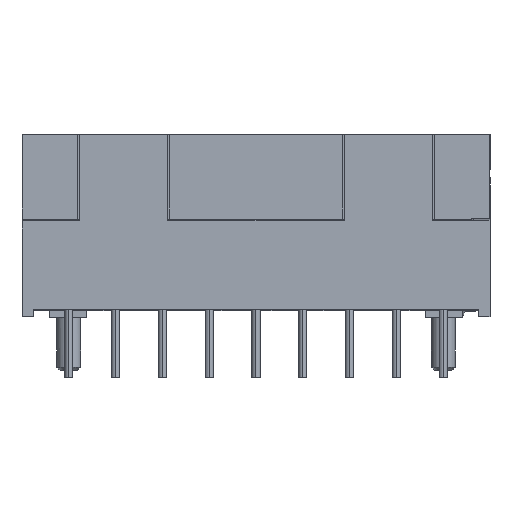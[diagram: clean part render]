
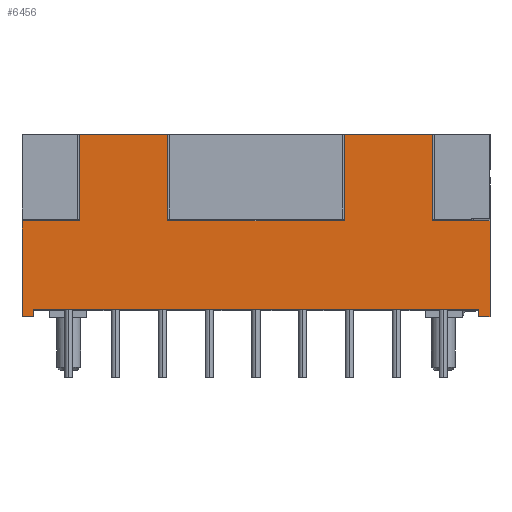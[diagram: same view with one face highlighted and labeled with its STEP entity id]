
A CAD part, top view. The second image highlights one B-rep face of the part: STEP entity #6456.
In plain terms, the highlighted planar face has unit normal (0, 0, -1).
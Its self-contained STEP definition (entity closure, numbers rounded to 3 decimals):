
#7 = LINE ( 'NONE', #4538, #3109 ) ;
#25 = CARTESIAN_POINT ( 'NONE',  ( -9.6, 9.9, 39.9 ) ) ;
#59 = LINE ( 'NONE', #11359, #15558 ) ;
#184 = CARTESIAN_POINT ( 'NONE',  ( 4.8, 9.9, 39.9 ) ) ;
#357 = EDGE_CURVE ( 'NONE', #8391, #11090, #12557, .T. ) ;
#396 = ORIENTED_EDGE ( 'NONE', *, *, #14381, .F. ) ;
#447 = LINE ( 'NONE', #17596, #17663 ) ;
#509 = VECTOR ( 'NONE', #15512, 1000. ) ;
#560 = VERTEX_POINT ( 'NONE', #11285 ) ;
#602 = DIRECTION ( 'NONE',  ( 1., 0., 0. ) ) ;
#770 = VERTEX_POINT ( 'NONE', #5699 ) ;
#880 = ORIENTED_EDGE ( 'NONE', *, *, #357, .F. ) ;
#985 = CARTESIAN_POINT ( 'NONE',  ( 12.7, 5.205, 39.9 ) ) ;
#1021 = DIRECTION ( 'NONE',  ( 0., 1., 0. ) ) ;
#1055 = ORIENTED_EDGE ( 'NONE', *, *, #7072, .F. ) ;
#1163 = ORIENTED_EDGE ( 'NONE', *, *, #11671, .F. ) ;
#1215 = VECTOR ( 'NONE', #18360, 1000. ) ;
#1371 = VERTEX_POINT ( 'NONE', #3782 ) ;
#1542 = CARTESIAN_POINT ( 'NONE',  ( 0., 9.9, 39.9 ) ) ;
#1904 = EDGE_CURVE ( 'NONE', #6064, #2198, #5542, .T. ) ;
#1970 = DIRECTION ( 'NONE',  ( -1., -0.002, 0. ) ) ;
#2053 = CARTESIAN_POINT ( 'NONE',  ( 0., 5.2, 39.9 ) ) ;
#2198 = VERTEX_POINT ( 'NONE', #18221 ) ;
#2379 = CARTESIAN_POINT ( 'NONE',  ( -12.7, 0., 39.9 ) ) ;
#2690 = VECTOR ( 'NONE', #13008, 1000. ) ;
#2758 = CARTESIAN_POINT ( 'NONE',  ( -17.3, 0.4, 39.9 ) ) ;
#2917 = EDGE_CURVE ( 'NONE', #9141, #1371, #3766, .T. ) ;
#3076 = VECTOR ( 'NONE', #1021, 1000. ) ;
#3109 = VECTOR ( 'NONE', #8638, 1000. ) ;
#3453 = VECTOR ( 'NONE', #6996, 1000. ) ;
#3766 = LINE ( 'NONE', #12239, #7094 ) ;
#3782 = CARTESIAN_POINT ( 'NONE',  ( 12.7, 0., 39.9 ) ) ;
#3804 = EDGE_CURVE ( 'NONE', #9141, #9703, #447, .T. ) ;
#3950 = LINE ( 'NONE', #9562, #1215 ) ;
#3959 = EDGE_CURVE ( 'NONE', #13357, #14113, #8043, .T. ) ;
#4027 = CARTESIAN_POINT ( 'NONE',  ( 0., 5.2, 39.9 ) ) ;
#4083 = EDGE_CURVE ( 'NONE', #9703, #11726, #59, .T. ) ;
#4538 = CARTESIAN_POINT ( 'NONE',  ( -4.8, 0., 39.9 ) ) ;
#4587 = VECTOR ( 'NONE', #10323, 1000. ) ;
#5182 = CARTESIAN_POINT ( 'NONE',  ( 0., 0., 39.9 ) ) ;
#5216 = CARTESIAN_POINT ( 'NONE',  ( -12.1, 0., 39.9 ) ) ;
#5271 = ORIENTED_EDGE ( 'NONE', *, *, #13251, .F. ) ;
#5289 = CARTESIAN_POINT ( 'NONE',  ( -4.8, 9.9, 39.9 ) ) ;
#5391 = AXIS2_PLACEMENT_3D ( 'NONE', #5182, #14038, #11033 ) ;
#5542 = LINE ( 'NONE', #10916, #14307 ) ;
#5570 = VERTEX_POINT ( 'NONE', #184 ) ;
#5699 = CARTESIAN_POINT ( 'NONE',  ( -12.1, 0.4, 39.9 ) ) ;
#5710 = ORIENTED_EDGE ( 'NONE', *, *, #4083, .F. ) ;
#6064 = VERTEX_POINT ( 'NONE', #6360 ) ;
#6360 = CARTESIAN_POINT ( 'NONE',  ( 12.1, 0.4, 39.9 ) ) ;
#6456 = ADVANCED_FACE ( 'NONE', ( #13760 ), #18284, .F. ) ;
#6648 = CARTESIAN_POINT ( 'NONE',  ( -12.1, 0., 39.9 ) ) ;
#6933 = VECTOR ( 'NONE', #8379, 1000. ) ;
#6996 = DIRECTION ( 'NONE',  ( -1., 0., 0. ) ) ;
#7072 = EDGE_CURVE ( 'NONE', #5570, #13357, #3950, .T. ) ;
#7094 = VECTOR ( 'NONE', #9485, 1000. ) ;
#7775 = DIRECTION ( 'NONE',  ( -1., 0., 0. ) ) ;
#8043 = LINE ( 'NONE', #4027, #509 ) ;
#8080 = CARTESIAN_POINT ( 'NONE',  ( 9.6, 5.2, 39.9 ) ) ;
#8131 = CARTESIAN_POINT ( 'NONE',  ( -4.8, 5.2, 39.9 ) ) ;
#8285 = EDGE_LOOP ( 'NONE', ( #10756, #396, #5271, #15266, #880, #15841, #14423, #14391, #1055, #16208, #5710, #9545, #15768, #9632, #11790, #1163 ) ) ;
#8379 = DIRECTION ( 'NONE',  ( 1., 0., 0. ) ) ;
#8391 = VERTEX_POINT ( 'NONE', #25 ) ;
#8527 = VECTOR ( 'NONE', #602, 1000. ) ;
#8638 = DIRECTION ( 'NONE',  ( 0., 1., 0. ) ) ;
#9141 = VERTEX_POINT ( 'NONE', #985 ) ;
#9169 = LINE ( 'NONE', #11839, #4587 ) ;
#9468 = LINE ( 'NONE', #6648, #3076 ) ;
#9485 = DIRECTION ( 'NONE',  ( 0., -1., 0. ) ) ;
#9545 = ORIENTED_EDGE ( 'NONE', *, *, #3804, .F. ) ;
#9562 = CARTESIAN_POINT ( 'NONE',  ( 4.8, 0., 39.9 ) ) ;
#9603 = CARTESIAN_POINT ( 'NONE',  ( 0., 0., 39.9 ) ) ;
#9632 = ORIENTED_EDGE ( 'NONE', *, *, #18378, .F. ) ;
#9703 = VERTEX_POINT ( 'NONE', #8080 ) ;
#9920 = EDGE_CURVE ( 'NONE', #17719, #770, #9468, .T. ) ;
#10043 = EDGE_CURVE ( 'NONE', #14458, #8391, #9169, .T. ) ;
#10298 = DIRECTION ( 'NONE',  ( 0., -1., 0. ) ) ;
#10323 = DIRECTION ( 'NONE',  ( -1., 0., 0. ) ) ;
#10572 = CARTESIAN_POINT ( 'NONE',  ( 4.8, 5.2, 39.9 ) ) ;
#10756 = ORIENTED_EDGE ( 'NONE', *, *, #9920, .F. ) ;
#10916 = CARTESIAN_POINT ( 'NONE',  ( 12.1, 0.4, 39.9 ) ) ;
#10956 = DIRECTION ( 'NONE',  ( 0., -1., 0. ) ) ;
#11033 = DIRECTION ( 'NONE',  ( 1., 0., 0. ) ) ;
#11090 = VERTEX_POINT ( 'NONE', #18621 ) ;
#11238 = LINE ( 'NONE', #9603, #6933 ) ;
#11285 = CARTESIAN_POINT ( 'NONE',  ( -12.7, 5.2, 39.9 ) ) ;
#11291 = DIRECTION ( 'NONE',  ( 0., -1., 0. ) ) ;
#11339 = LINE ( 'NONE', #2053, #16944 ) ;
#11359 = CARTESIAN_POINT ( 'NONE',  ( 9.6, 0., 39.9 ) ) ;
#11671 = EDGE_CURVE ( 'NONE', #770, #6064, #14516, .T. ) ;
#11726 = VERTEX_POINT ( 'NONE', #12912 ) ;
#11790 = ORIENTED_EDGE ( 'NONE', *, *, #1904, .F. ) ;
#11820 = VECTOR ( 'NONE', #10956, 1000. ) ;
#11839 = CARTESIAN_POINT ( 'NONE',  ( 0., 9.9, 39.9 ) ) ;
#12239 = CARTESIAN_POINT ( 'NONE',  ( 12.7, 0., 39.9 ) ) ;
#12557 = LINE ( 'NONE', #15390, #11820 ) ;
#12912 = CARTESIAN_POINT ( 'NONE',  ( 9.6, 9.9, 39.9 ) ) ;
#12927 = LINE ( 'NONE', #1542, #3453 ) ;
#12940 = LINE ( 'NONE', #17186, #16829 ) ;
#13008 = DIRECTION ( 'NONE',  ( 1., 0., 0. ) ) ;
#13251 = EDGE_CURVE ( 'NONE', #560, #13409, #12940, .T. ) ;
#13357 = VERTEX_POINT ( 'NONE', #10572 ) ;
#13409 = VERTEX_POINT ( 'NONE', #2379 ) ;
#13501 = CARTESIAN_POINT ( 'NONE',  ( 0., 0., 39.9 ) ) ;
#13760 = FACE_OUTER_BOUND ( 'NONE', #8285, .T. ) ;
#14038 = DIRECTION ( 'NONE',  ( 0., 0., 1. ) ) ;
#14113 = VERTEX_POINT ( 'NONE', #8131 ) ;
#14307 = VECTOR ( 'NONE', #11291, 1000. ) ;
#14381 = EDGE_CURVE ( 'NONE', #13409, #17719, #11238, .T. ) ;
#14391 = ORIENTED_EDGE ( 'NONE', *, *, #3959, .F. ) ;
#14423 = ORIENTED_EDGE ( 'NONE', *, *, #16634, .F. ) ;
#14458 = VERTEX_POINT ( 'NONE', #5289 ) ;
#14516 = LINE ( 'NONE', #2758, #2690 ) ;
#15266 = ORIENTED_EDGE ( 'NONE', *, *, #16222, .F. ) ;
#15390 = CARTESIAN_POINT ( 'NONE',  ( -9.6, 0., 39.9 ) ) ;
#15512 = DIRECTION ( 'NONE',  ( -1., 0., 0. ) ) ;
#15558 = VECTOR ( 'NONE', #17289, 1000. ) ;
#15768 = ORIENTED_EDGE ( 'NONE', *, *, #2917, .T. ) ;
#15841 = ORIENTED_EDGE ( 'NONE', *, *, #10043, .F. ) ;
#16208 = ORIENTED_EDGE ( 'NONE', *, *, #18559, .F. ) ;
#16222 = EDGE_CURVE ( 'NONE', #11090, #560, #11339, .T. ) ;
#16432 = LINE ( 'NONE', #13501, #8527 ) ;
#16634 = EDGE_CURVE ( 'NONE', #14113, #14458, #7, .T. ) ;
#16829 = VECTOR ( 'NONE', #10298, 1000. ) ;
#16944 = VECTOR ( 'NONE', #7775, 1000. ) ;
#17186 = CARTESIAN_POINT ( 'NONE',  ( -12.7, 0., 39.9 ) ) ;
#17289 = DIRECTION ( 'NONE',  ( 0., 1., 0. ) ) ;
#17596 = CARTESIAN_POINT ( 'NONE',  ( 12.7, 5.205, 39.9 ) ) ;
#17663 = VECTOR ( 'NONE', #1970, 1000. ) ;
#17719 = VERTEX_POINT ( 'NONE', #5216 ) ;
#18221 = CARTESIAN_POINT ( 'NONE',  ( 12.1, 0., 39.9 ) ) ;
#18284 = PLANE ( 'NONE',  #5391 ) ;
#18360 = DIRECTION ( 'NONE',  ( 0., -1., 0. ) ) ;
#18378 = EDGE_CURVE ( 'NONE', #2198, #1371, #16432, .T. ) ;
#18559 = EDGE_CURVE ( 'NONE', #11726, #5570, #12927, .T. ) ;
#18621 = CARTESIAN_POINT ( 'NONE',  ( -9.6, 5.2, 39.9 ) ) ;
